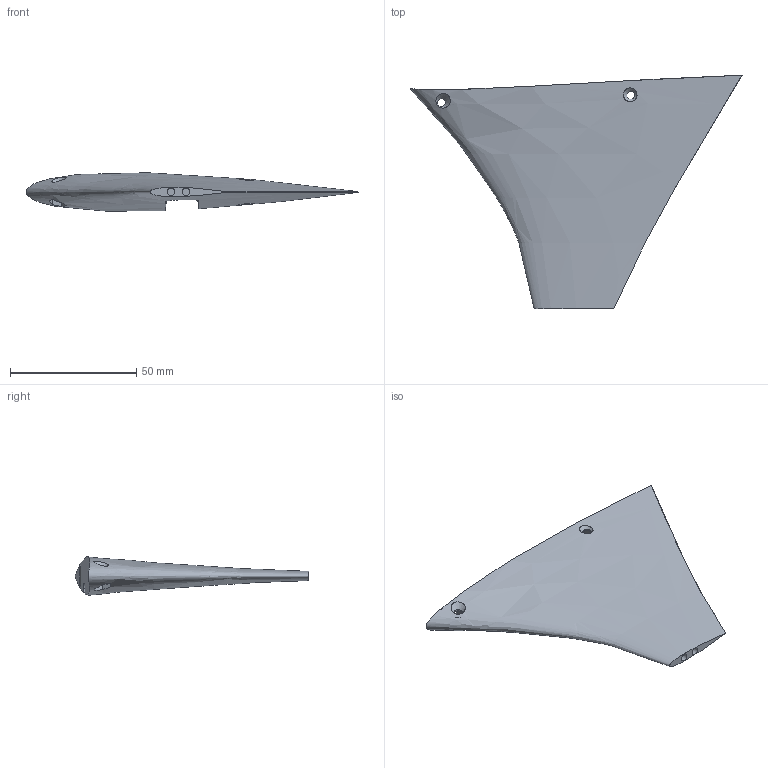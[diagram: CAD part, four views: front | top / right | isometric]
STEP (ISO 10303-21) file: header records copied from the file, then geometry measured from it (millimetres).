
FILE_DESCRIPTION(/* description */ (''),/* implementation_level */ '2;1');
FILE_NAME(/* name */ 'Bottom Motor Mount.stp',/* time_stamp */ '2024-08-23T15:41:52+02:00',/* author */ ('Rayde Kruger'),/* organization */ (''),/* preprocessor_version */ 'ST-DEVELOPER v20',/* originating_system */ 'Autodesk Inventor 2025',/* authorisation */ '');
FILE_SCHEMA (('AUTOMOTIVE_DESIGN { 1 0 10303 214 3 1 1 }'));
Length unit declared in the file: millimetre
Products named in the file (1): Bottom_Pylon
Bounding box: 131.28 x 92.38 x 15.2 mm (x, y, z)
Volume: 40499.3 mm3; surface area: 15645.4 mm2
Topology: 1 solids, 1 shells, 58 faces, 166 edges, 115 vertices
Faces by surface type: plane 28, bspline 22, cylinder 6, cone 2
Full cylindrical faces by diameter (mm): 3 x2, 3.2 x2
Entity records: 3719 total; most frequent: CARTESIAN_POINT 2395, ORIENTED_EDGE 320, EDGE_CURVE 160, DIRECTION 158, VERTEX_POINT 106, B_SPLINE_CURVE_WITH_KNOTS 95, EDGE_LOOP 68, FACE_OUTER_BOUND 58
